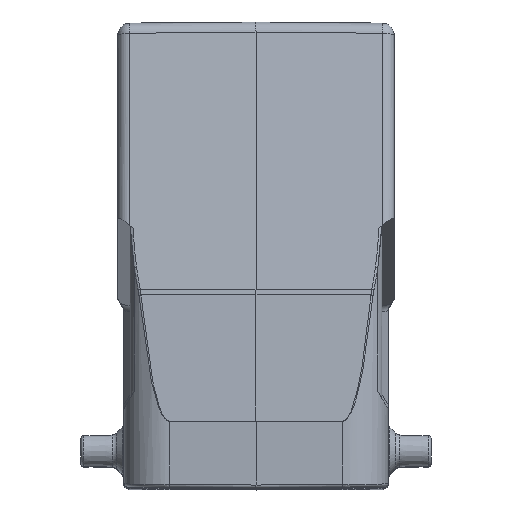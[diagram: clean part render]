
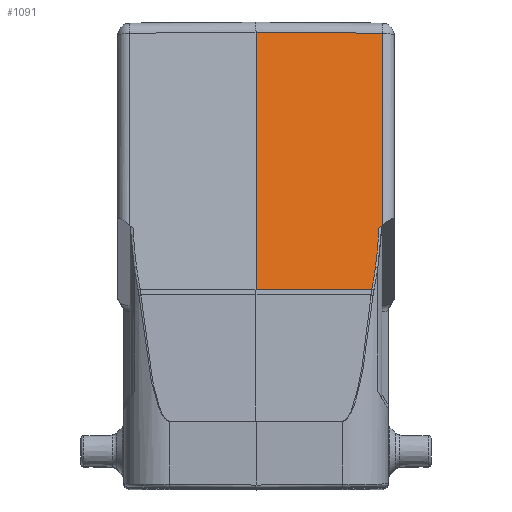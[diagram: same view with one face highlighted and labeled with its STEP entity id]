
A CAD part, top view. The second image highlights one B-rep face of the part: STEP entity #1091.
In plain terms, the highlighted planar face has unit normal (0.009, 0.174, 0.985).
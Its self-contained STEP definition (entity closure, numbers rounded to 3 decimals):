
#647=ELLIPSE('',#9625,40.313,7.);
#1091=ADVANCED_FACE('',(#1802),#1354,.T.);
#1354=PLANE('',#9626);
#1802=FACE_OUTER_BOUND('',#2375,.T.);
#2375=EDGE_LOOP('',(#4892,#4893,#4894,#4895,#4896,#4897,#4898));
#2803=CIRCLE('',#9508,62.355);
#4892=ORIENTED_EDGE('',*,*,#7110,.T.);
#4893=ORIENTED_EDGE('',*,*,#7105,.T.);
#4894=ORIENTED_EDGE('',*,*,#7103,.F.);
#4895=ORIENTED_EDGE('',*,*,#7211,.T.);
#4896=ORIENTED_EDGE('',*,*,#7212,.T.);
#4897=ORIENTED_EDGE('',*,*,#7213,.F.);
#4898=ORIENTED_EDGE('',*,*,#7214,.T.);
#5972=VERTEX_POINT('',#15899);
#5973=VERTEX_POINT('',#15903);
#5974=VERTEX_POINT('',#15907);
#5976=VERTEX_POINT('',#15931);
#6036=VERTEX_POINT('',#16279);
#6040=VERTEX_POINT('',#16296);
#6041=VERTEX_POINT('',#16298);
#7103=EDGE_CURVE('',#5972,#5973,#7929,.T.);
#7105=EDGE_CURVE('',#5974,#5973,#7930,.T.);
#7110=EDGE_CURVE('',#5976,#5974,#2803,.T.);
#7211=EDGE_CURVE('',#5972,#6036,#7965,.T.);
#7212=EDGE_CURVE('',#6036,#6040,#7966,.T.);
#7213=EDGE_CURVE('',#6041,#6040,#7967,.T.);
#7214=EDGE_CURVE('',#6041,#5976,#647,.T.);
#7929=LINE('',#15902,#8625);
#7930=LINE('',#15906,#8626);
#7965=LINE('',#16293,#8661);
#7966=LINE('',#16295,#8662);
#7967=LINE('',#16297,#8663);
#8625=VECTOR('',#11592,1.);
#8626=VECTOR('',#11597,1.);
#8661=VECTOR('',#11868,1.);
#8662=VECTOR('',#11871,1.);
#8663=VECTOR('',#11872,1.);
#9508=AXIS2_PLACEMENT_3D('',#15937,#11602,#11603);
#9625=AXIS2_PLACEMENT_3D('',#16299,#11873,#11874);
#9626=AXIS2_PLACEMENT_3D('',#16300,#11875,#11876);
#11592=DIRECTION('',(0.,-0.985,0.174));
#11597=DIRECTION('',(0.762,0.637,-0.119));
#11602=DIRECTION('',(0.009,0.174,0.985));
#11603=DIRECTION('',(0.,-0.985,0.174));
#11868=DIRECTION('',(-1.,0.009,0.007));
#11871=DIRECTION('',(0.,-0.985,0.174));
#11872=DIRECTION('',(-1.,0.001,0.009));
#11873=DIRECTION('',(0.009,0.174,0.985));
#11874=DIRECTION('',(0.002,-0.985,0.174));
#11875=DIRECTION('',(0.009,0.174,0.985));
#11876=DIRECTION('',(0.,-0.985,0.174));
#15899=CARTESIAN_POINT('',(20.517,19.584,50.546));
#15902=CARTESIAN_POINT('',(20.517,19.584,50.546));
#15903=CARTESIAN_POINT('',(20.517,-11.704,56.062));
#15906=CARTESIAN_POINT('',(19.963,-12.168,56.149));
#15907=CARTESIAN_POINT('',(19.963,-12.168,56.149));
#15931=CARTESIAN_POINT('',(19.449,-18.497,57.27));
#15937=CARTESIAN_POINT('',(-42.367,-10.39,56.388));
#16279=CARTESIAN_POINT('',(0.,19.763,50.696));
#16293=CARTESIAN_POINT('',(20.517,19.584,50.546));
#16295=CARTESIAN_POINT('',(0.,19.763,50.696));
#16296=CARTESIAN_POINT('',(0.,-22.155,58.087));
#16297=CARTESIAN_POINT('',(96.056,-22.264,57.255));
#16298=CARTESIAN_POINT('',(18.848,-22.176,57.924));
#16299=CARTESIAN_POINT('',(14.004,6.729,52.87));
#16300=CARTESIAN_POINT('',(0.,21.415,50.404));
